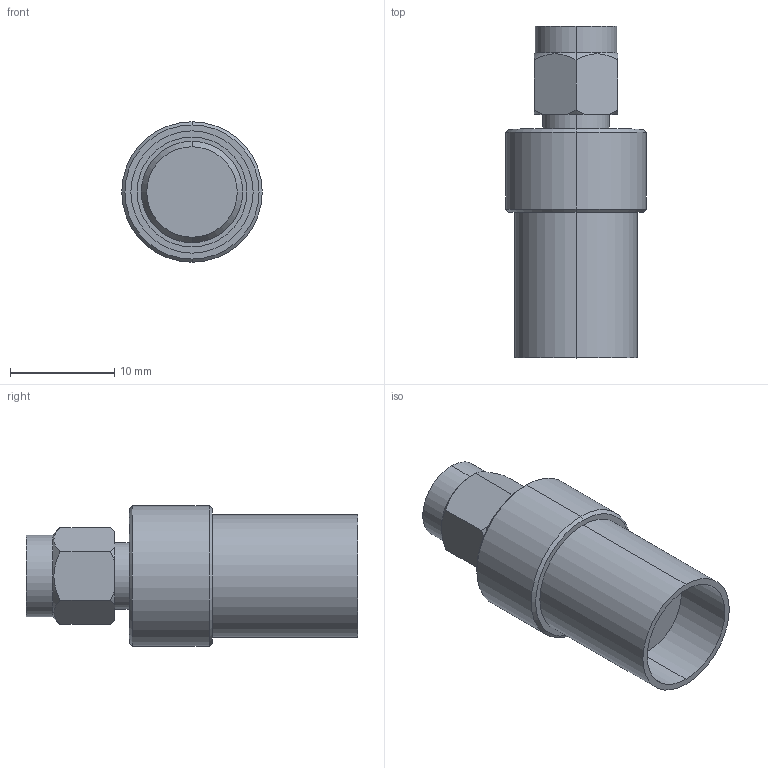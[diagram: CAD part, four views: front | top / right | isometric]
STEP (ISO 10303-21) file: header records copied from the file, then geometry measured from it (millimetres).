
FILE_DESCRIPTION((''),'2;1');
FILE_NAME('PRT0001','2021-08-11T',('Administrator'),(''),'PRO/ENGINEER BY PARAMETRIC TECHNOLOGY CORPORATION, 2012090','PRO/ENGINEER BY PARAMETRIC TECHNOLOGY CORPORATION, 2012090','');
FILE_SCHEMA(('CONFIG_CONTROL_DESIGN'));
Length unit declared in the file: millimetre
Products named in the file (1): PRT0001
Bounding box: 13.5 x 31.9 x 13.5 mm (x, y, z)
Volume: 2443.9 mm3; surface area: 2354.9 mm2
Topology: 1 solids, 1 shells, 74 faces, 168 edges, 106 vertices
Faces by surface type: cylinder 28, plane 20, cone 20, bspline 6
Entity records: 3388 total; most frequent: CARTESIAN_POINT 1733, ORIENTED_EDGE 336, DIRECTION 323, EDGE_CURVE 168, AXIS2_PLACEMENT_3D 131, VERTEX_POINT 106, EDGE_LOOP 84, FACE_OUTER_BOUND 74
